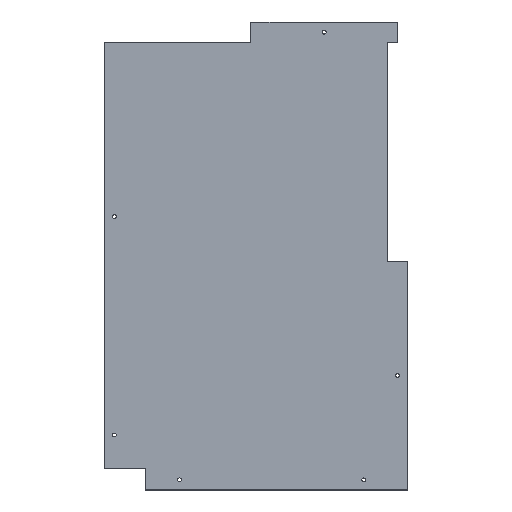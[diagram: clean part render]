
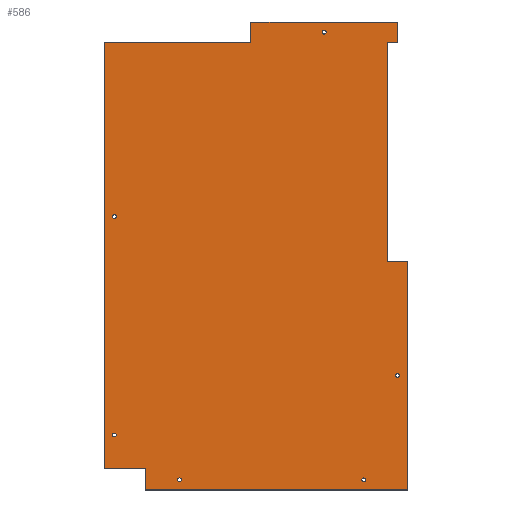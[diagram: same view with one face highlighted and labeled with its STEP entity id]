
A CAD part, top view. The second image highlights one B-rep face of the part: STEP entity #586.
In plain terms, the highlighted planar face has unit normal (0, 0, 1).
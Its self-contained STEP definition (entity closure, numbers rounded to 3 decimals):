
#195=FACE_BOUND('',#261,.T.);
#196=FACE_BOUND('',#262,.T.);
#197=FACE_BOUND('',#263,.T.);
#198=FACE_BOUND('',#264,.T.);
#199=FACE_BOUND('',#265,.T.);
#200=FACE_BOUND('',#266,.T.);
#214=PLANE('',#641);
#234=FACE_OUTER_BOUND('',#260,.T.);
#260=EDGE_LOOP('',(#543,#544,#545,#546,#547,#548,#549,#550,#551,#552,#553,
#554));
#261=EDGE_LOOP('',(#555));
#262=EDGE_LOOP('',(#556));
#263=EDGE_LOOP('',(#557));
#264=EDGE_LOOP('',(#558));
#265=EDGE_LOOP('',(#559));
#266=EDGE_LOOP('',(#560));
#286=LINE('',#864,#328);
#288=LINE('',#868,#330);
#290=LINE('',#872,#332);
#292=LINE('',#876,#334);
#294=LINE('',#880,#336);
#296=LINE('',#884,#338);
#298=LINE('',#888,#340);
#300=LINE('',#892,#342);
#302=LINE('',#896,#344);
#304=LINE('',#900,#346);
#306=LINE('',#904,#348);
#308=LINE('',#907,#350);
#328=VECTOR('',#719,10.);
#330=VECTOR('',#723,10.);
#332=VECTOR('',#727,10.);
#334=VECTOR('',#731,10.);
#336=VECTOR('',#735,10.);
#338=VECTOR('',#739,10.);
#340=VECTOR('',#743,10.);
#342=VECTOR('',#747,10.);
#344=VECTOR('',#751,10.);
#346=VECTOR('',#755,10.);
#348=VECTOR('',#759,10.);
#350=VECTOR('',#763,10.);
#352=CIRCLE('',#612,2.75);
#354=CIRCLE('',#615,2.75);
#356=CIRCLE('',#618,2.75);
#358=CIRCLE('',#621,2.75);
#360=CIRCLE('',#624,2.75);
#362=CIRCLE('',#627,2.75);
#364=VERTEX_POINT('',#802);
#366=VERTEX_POINT('',#808);
#368=VERTEX_POINT('',#814);
#370=VERTEX_POINT('',#820);
#372=VERTEX_POINT('',#826);
#374=VERTEX_POINT('',#832);
#387=VERTEX_POINT('',#861);
#388=VERTEX_POINT('',#863);
#389=VERTEX_POINT('',#867);
#390=VERTEX_POINT('',#871);
#391=VERTEX_POINT('',#875);
#392=VERTEX_POINT('',#879);
#393=VERTEX_POINT('',#883);
#394=VERTEX_POINT('',#887);
#395=VERTEX_POINT('',#891);
#396=VERTEX_POINT('',#895);
#397=VERTEX_POINT('',#899);
#398=VERTEX_POINT('',#903);
#401=EDGE_CURVE('',#364,#364,#352,.T.);
#404=EDGE_CURVE('',#366,#366,#354,.T.);
#407=EDGE_CURVE('',#368,#368,#356,.T.);
#410=EDGE_CURVE('',#370,#370,#358,.T.);
#413=EDGE_CURVE('',#372,#372,#360,.T.);
#416=EDGE_CURVE('',#374,#374,#362,.T.);
#430=EDGE_CURVE('',#388,#387,#286,.T.);
#432=EDGE_CURVE('',#389,#388,#288,.T.);
#434=EDGE_CURVE('',#390,#389,#290,.T.);
#436=EDGE_CURVE('',#391,#390,#292,.T.);
#438=EDGE_CURVE('',#392,#391,#294,.T.);
#440=EDGE_CURVE('',#393,#392,#296,.T.);
#442=EDGE_CURVE('',#394,#393,#298,.T.);
#444=EDGE_CURVE('',#395,#394,#300,.T.);
#446=EDGE_CURVE('',#396,#395,#302,.T.);
#448=EDGE_CURVE('',#397,#396,#304,.T.);
#450=EDGE_CURVE('',#398,#397,#306,.T.);
#452=EDGE_CURVE('',#387,#398,#308,.T.);
#543=ORIENTED_EDGE('',*,*,#452,.T.);
#544=ORIENTED_EDGE('',*,*,#450,.T.);
#545=ORIENTED_EDGE('',*,*,#448,.T.);
#546=ORIENTED_EDGE('',*,*,#446,.T.);
#547=ORIENTED_EDGE('',*,*,#444,.T.);
#548=ORIENTED_EDGE('',*,*,#442,.T.);
#549=ORIENTED_EDGE('',*,*,#440,.T.);
#550=ORIENTED_EDGE('',*,*,#438,.T.);
#551=ORIENTED_EDGE('',*,*,#436,.T.);
#552=ORIENTED_EDGE('',*,*,#434,.T.);
#553=ORIENTED_EDGE('',*,*,#432,.T.);
#554=ORIENTED_EDGE('',*,*,#430,.T.);
#555=ORIENTED_EDGE('',*,*,#401,.T.);
#556=ORIENTED_EDGE('',*,*,#404,.T.);
#557=ORIENTED_EDGE('',*,*,#407,.T.);
#558=ORIENTED_EDGE('',*,*,#410,.T.);
#559=ORIENTED_EDGE('',*,*,#413,.T.);
#560=ORIENTED_EDGE('',*,*,#416,.T.);
#586=ADVANCED_FACE('',(#234,#195,#196,#197,#198,#199,#200),#214,.T.);
#612=AXIS2_PLACEMENT_3D('',#804,#665,#666);
#615=AXIS2_PLACEMENT_3D('',#810,#672,#673);
#618=AXIS2_PLACEMENT_3D('',#816,#679,#680);
#621=AXIS2_PLACEMENT_3D('',#822,#686,#687);
#624=AXIS2_PLACEMENT_3D('',#828,#693,#694);
#627=AXIS2_PLACEMENT_3D('',#834,#700,#701);
#641=AXIS2_PLACEMENT_3D('',#908,#764,#765);
#665=DIRECTION('center_axis',(0.,0.,-1.));
#666=DIRECTION('ref_axis',(-1.,0.,0.));
#672=DIRECTION('center_axis',(0.,0.,-1.));
#673=DIRECTION('ref_axis',(-1.,0.,0.));
#679=DIRECTION('center_axis',(0.,0.,-1.));
#680=DIRECTION('ref_axis',(-1.,0.,0.));
#686=DIRECTION('center_axis',(0.,0.,-1.));
#687=DIRECTION('ref_axis',(-1.,0.,0.));
#693=DIRECTION('center_axis',(0.,0.,-1.));
#694=DIRECTION('ref_axis',(-1.,0.,0.));
#700=DIRECTION('center_axis',(0.,0.,-1.));
#701=DIRECTION('ref_axis',(-1.,0.,0.));
#719=DIRECTION('',(0.,1.,0.));
#723=DIRECTION('',(1.,0.,0.));
#727=DIRECTION('',(0.,1.,0.));
#731=DIRECTION('',(-1.,0.,0.));
#735=DIRECTION('',(0.,1.,0.));
#739=DIRECTION('',(1.,0.,0.));
#743=DIRECTION('',(0.,-1.,0.));
#747=DIRECTION('',(1.,0.,0.));
#751=DIRECTION('',(0.,-1.,0.));
#755=DIRECTION('',(-1.,0.,0.));
#759=DIRECTION('',(0.,-1.,0.));
#763=DIRECTION('',(-1.,0.,0.));
#764=DIRECTION('center_axis',(0.,0.,1.));
#765=DIRECTION('ref_axis',(1.,0.,0.));
#802=CARTESIAN_POINT('',(110.875,337.5,1.5));
#804=CARTESIAN_POINT('Origin',(108.125,337.5,1.5));
#808=CARTESIAN_POINT('',(219.,-168.75,1.5));
#810=CARTESIAN_POINT('Origin',(216.25,-168.75,1.5));
#814=CARTESIAN_POINT('',(-198.5,65.5,1.5));
#816=CARTESIAN_POINT('Origin',(-201.25,65.5,1.5));
#820=CARTESIAN_POINT('',(-198.5,-256.5,1.5));
#822=CARTESIAN_POINT('Origin',(-201.25,-256.5,1.5));
#826=CARTESIAN_POINT('',(-102.5,-322.5,1.5));
#828=CARTESIAN_POINT('Origin',(-105.25,-322.5,1.5));
#832=CARTESIAN_POINT('',(169.,-322.5,1.5));
#834=CARTESIAN_POINT('Origin',(166.25,-322.5,1.5));
#861=CARTESIAN_POINT('',(216.25,352.5,1.5));
#863=CARTESIAN_POINT('',(216.25,322.5,1.5));
#864=CARTESIAN_POINT('',(216.25,-337.5,1.5));
#867=CARTESIAN_POINT('',(201.25,322.5,1.5));
#868=CARTESIAN_POINT('',(201.25,322.5,1.5));
#871=CARTESIAN_POINT('',(201.25,0.,1.5));
#872=CARTESIAN_POINT('',(201.25,0.,1.5));
#875=CARTESIAN_POINT('',(231.25,0.,1.5));
#876=CARTESIAN_POINT('',(231.25,0.,1.5));
#879=CARTESIAN_POINT('',(231.25,-337.5,1.5));
#880=CARTESIAN_POINT('',(231.25,-337.5,1.5));
#883=CARTESIAN_POINT('',(-155.25,-337.5,1.5));
#884=CARTESIAN_POINT('',(-216.25,-337.5,1.5));
#887=CARTESIAN_POINT('',(-155.25,-306.5,1.5));
#888=CARTESIAN_POINT('',(-155.25,-306.5,1.5));
#891=CARTESIAN_POINT('',(-216.25,-306.5,1.5));
#892=CARTESIAN_POINT('',(-216.25,-306.5,1.5));
#895=CARTESIAN_POINT('',(-216.25,322.5,1.5));
#896=CARTESIAN_POINT('',(-216.25,337.5,1.5));
#899=CARTESIAN_POINT('',(0.,322.5,1.5));
#900=CARTESIAN_POINT('',(0.,322.5,1.5));
#903=CARTESIAN_POINT('',(0.,352.5,1.5));
#904=CARTESIAN_POINT('',(0.,352.5,1.5));
#907=CARTESIAN_POINT('',(231.25,352.5,1.5));
#908=CARTESIAN_POINT('Origin',(7.5,7.5,1.5));
